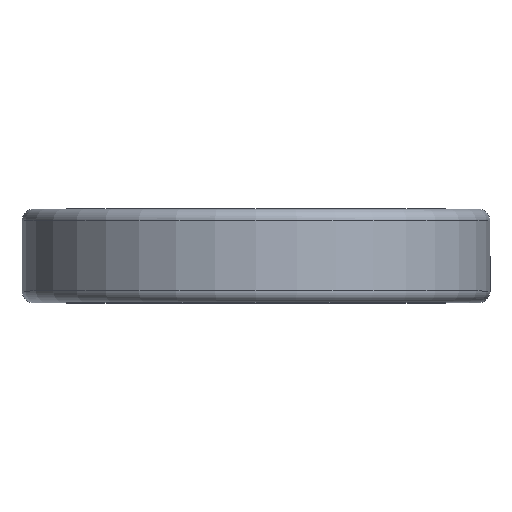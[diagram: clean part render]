
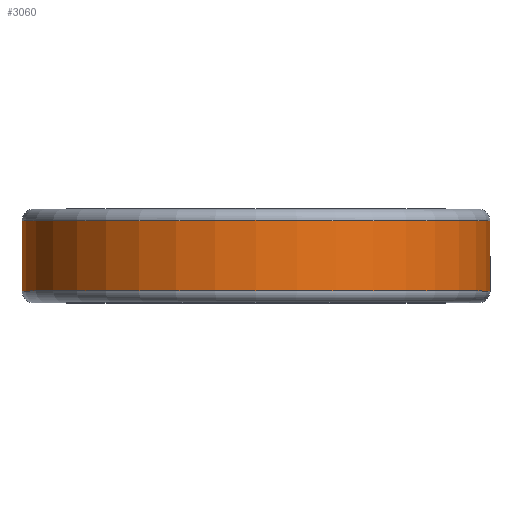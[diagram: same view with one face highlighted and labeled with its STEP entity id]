
A CAD part, top view. The second image highlights one B-rep face of the part: STEP entity #3060.
In plain terms, the highlighted cylindrical face has radius 31.75 mm (diameter 63.5 mm), a partial arc.
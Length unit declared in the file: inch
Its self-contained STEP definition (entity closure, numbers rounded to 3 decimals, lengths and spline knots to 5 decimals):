
#288 = DIRECTION ( 'NONE',  ( -1., 0., 0. ) ) ;
#420 = DIRECTION ( 'NONE',  ( 0., 1., 0. ) ) ;
#453 = ORIENTED_EDGE ( 'NONE', *, *, #2045, .F. ) ;
#495 = DIRECTION ( 'NONE',  ( -1., 0., 0. ) ) ;
#724 = CYLINDRICAL_SURFACE ( 'NONE', #1193, 1.25 ) ;
#1006 = ORIENTED_EDGE ( 'NONE', *, *, #5923, .F. ) ;
#1039 = VECTOR ( 'NONE', #5126, 39.37008 ) ;
#1066 = LINE ( 'NONE', #5650, #1039 ) ;
#1193 = AXIS2_PLACEMENT_3D ( 'NONE', #5819, #1334, #288 ) ;
#1214 = VERTEX_POINT ( 'NONE', #6444 ) ;
#1264 = ORIENTED_EDGE ( 'NONE', *, *, #5238, .T. ) ;
#1334 = DIRECTION ( 'NONE',  ( 0., 1., 0. ) ) ;
#1473 = CARTESIAN_POINT ( 'NONE',  ( 0., 0.0625, 0. ) ) ;
#1917 = CARTESIAN_POINT ( 'NONE',  ( -1.25, 0.125, 0. ) ) ;
#1951 = LINE ( 'NONE', #1917, #5507 ) ;
#1965 = ORIENTED_EDGE ( 'NONE', *, *, #4683, .T. ) ;
#2045 = EDGE_CURVE ( 'NONE', #2764, #3599, #4371, .T. ) ;
#2089 = CARTESIAN_POINT ( 'NONE',  ( 0., 0.4375, 0. ) ) ;
#2140 = CARTESIAN_POINT ( 'NONE',  ( -1.25, 0.4375, 0. ) ) ;
#2764 = VERTEX_POINT ( 'NONE', #2140 ) ;
#2843 = CIRCLE ( 'NONE', #5394, 1.25 ) ;
#2980 = DIRECTION ( 'NONE',  ( 0., 1., 0. ) ) ;
#3060 = ADVANCED_FACE ( 'NONE', ( #3845 ), #724, .T. ) ;
#3309 = AXIS2_PLACEMENT_3D ( 'NONE', #2089, #5542, #4537 ) ;
#3599 = VERTEX_POINT ( 'NONE', #4642 ) ;
#3845 = FACE_OUTER_BOUND ( 'NONE', #4469, .T. ) ;
#4371 = CIRCLE ( 'NONE', #3309, 1.25 ) ;
#4469 = EDGE_LOOP ( 'NONE', ( #1264, #1965, #453, #1006 ) ) ;
#4537 = DIRECTION ( 'NONE',  ( -1., 0., 0. ) ) ;
#4642 = CARTESIAN_POINT ( 'NONE',  ( 1.25, 0.4375, 0. ) ) ;
#4683 = EDGE_CURVE ( 'NONE', #1214, #3599, #1066, .T. ) ;
#5126 = DIRECTION ( 'NONE',  ( 0., 1., 0. ) ) ;
#5238 = EDGE_CURVE ( 'NONE', #6222, #1214, #2843, .T. ) ;
#5394 = AXIS2_PLACEMENT_3D ( 'NONE', #1473, #420, #495 ) ;
#5507 = VECTOR ( 'NONE', #2980, 39.37008 ) ;
#5542 = DIRECTION ( 'NONE',  ( 0., 1., 0. ) ) ;
#5650 = CARTESIAN_POINT ( 'NONE',  ( 1.25, 0.125, 0. ) ) ;
#5800 = CARTESIAN_POINT ( 'NONE',  ( -1.25, 0.0625, 0. ) ) ;
#5819 = CARTESIAN_POINT ( 'NONE',  ( 0., 0.125, 0. ) ) ;
#5923 = EDGE_CURVE ( 'NONE', #6222, #2764, #1951, .T. ) ;
#6222 = VERTEX_POINT ( 'NONE', #5800 ) ;
#6444 = CARTESIAN_POINT ( 'NONE',  ( 1.25, 0.0625, 0. ) ) ;
